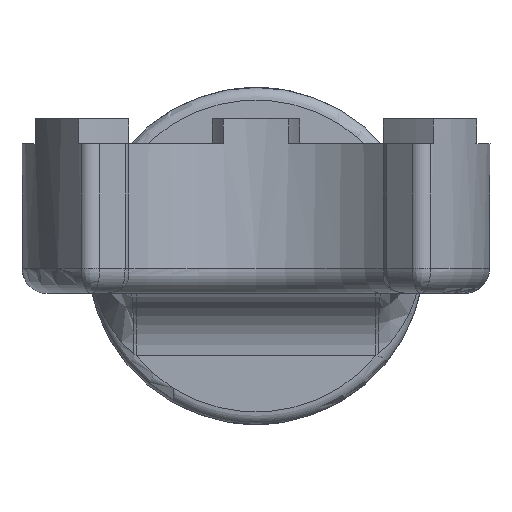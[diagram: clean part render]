
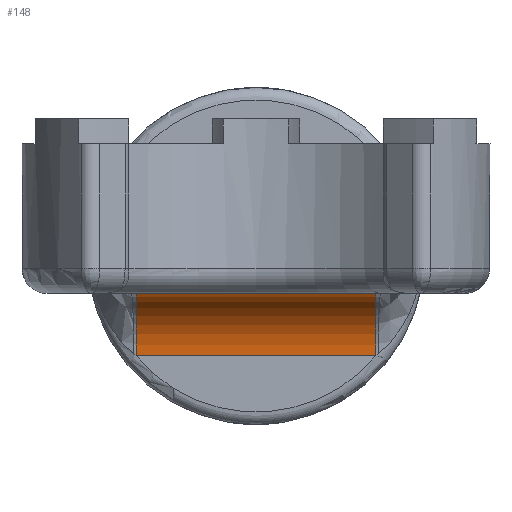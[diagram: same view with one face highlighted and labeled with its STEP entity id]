
A CAD part, left-side view. The second image highlights one B-rep face of the part: STEP entity #148.
In plain terms, the highlighted cylindrical face has radius 5 mm (diameter 10 mm), a partial arc.
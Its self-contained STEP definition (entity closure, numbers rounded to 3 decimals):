
#148 = ADVANCED_FACE( '', ( #360 ), #361, .F. );
#360 = FACE_OUTER_BOUND( '', #1570, .T. );
#361 = CYLINDRICAL_SURFACE( '', #1571, 5. );
#1570 = EDGE_LOOP( '', ( #2994, #2995, #2996, #2997 ) );
#1571 = AXIS2_PLACEMENT_3D( '', #2998, #2999, #3000 );
#2994 = ORIENTED_EDGE( '', *, *, #3645, .T. );
#2995 = ORIENTED_EDGE( '', *, *, #3663, .F. );
#2996 = ORIENTED_EDGE( '', *, *, #3603, .F. );
#2997 = ORIENTED_EDGE( '', *, *, #3664, .F. );
#2998 = CARTESIAN_POINT( '', ( -13., 0., -5. ) );
#2999 = DIRECTION( '', ( 0., 1., 0. ) );
#3000 = DIRECTION( '', ( 1., 0., 0. ) );
#3603 = EDGE_CURVE( '', #3916, #3918, #3919, .T. );
#3645 = EDGE_CURVE( '', #3987, #3941, #3988, .T. );
#3663 = EDGE_CURVE( '', #3918, #3941, #4017, .T. );
#3664 = EDGE_CURVE( '', #3987, #3916, #4018, .F. );
#3916 = VERTEX_POINT( '', #4541 );
#3918 = VERTEX_POINT( '', #4546 );
#3919 = CIRCLE( '', #4547, 5. );
#3941 = VERTEX_POINT( '', #4674 );
#3987 = VERTEX_POINT( '', #4891 );
#3988 = CIRCLE( '', #4892, 5. );
#4017 = LINE( '', #5112, #5113 );
#4018 = LINE( '', #5114, #5115 );
#4541 = CARTESIAN_POINT( '', ( -13., -9.605, 0. ) );
#4546 = CARTESIAN_POINT( '', ( -8., -9.605, -5. ) );
#4547 = AXIS2_PLACEMENT_3D( '', #6099, #6100, #6101 );
#4674 = CARTESIAN_POINT( '', ( -8., 9.605, -5. ) );
#4891 = CARTESIAN_POINT( '', ( -13., 9.605, 0. ) );
#4892 = AXIS2_PLACEMENT_3D( '', #6153, #6154, #6155 );
#5112 = CARTESIAN_POINT( '', ( -8., 10., -5. ) );
#5113 = VECTOR( '', #6172, 1000. );
#5114 = CARTESIAN_POINT( '', ( -13., -10., 0. ) );
#5115 = VECTOR( '', #6173, 1000. );
#6099 = CARTESIAN_POINT( '', ( -13., -9.605, -5. ) );
#6100 = DIRECTION( '', ( 0., 1., 0. ) );
#6101 = DIRECTION( '', ( 0., 0., 1. ) );
#6153 = CARTESIAN_POINT( '', ( -13., 9.605, -5. ) );
#6154 = DIRECTION( '', ( 0., 1., 0. ) );
#6155 = DIRECTION( '', ( 0., 0., 1. ) );
#6172 = DIRECTION( '', ( 0., 1., 0. ) );
#6173 = DIRECTION( '', ( 0., 1., 0. ) );
